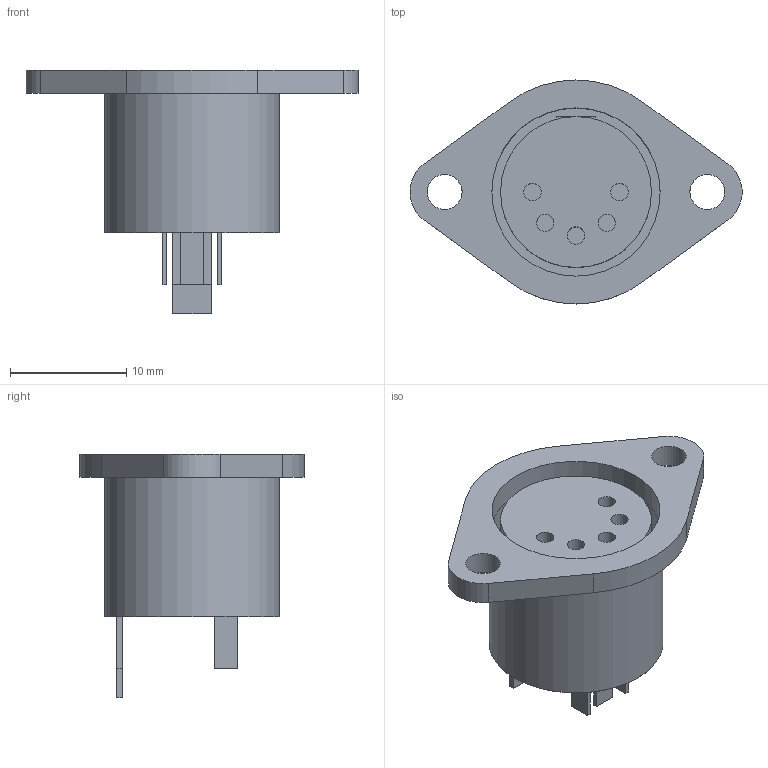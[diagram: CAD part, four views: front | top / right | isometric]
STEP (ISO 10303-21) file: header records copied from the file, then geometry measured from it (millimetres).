
FILE_DESCRIPTION(('FreeCAD Model'),'2;1');
FILE_NAME('Open CASCADE Shape Model','2021-06-08T02:24:11',('Author'),( ''),'Open CASCADE STEP processor 7.5','FreeCAD','Unknown');
FILE_SCHEMA(('AUTOMOTIVE_DESIGN { 1 0 10303 214 1 1 1 1 }'));
Length unit declared in the file: millimetre
Products named in the file (3): panelmount; Body; Body001
Assembly tree (2 placements, depth 2):
  panelmount
    Body
    Body001
Bounding box: 28.61 x 19.3 x 21.01 mm (x, y, z)
Volume: 2171 mm3; surface area: 3236.7 mm2
Topology: 2 solids, 2 shells, 55 faces, 114 edges, 74 vertices
Faces by surface type: plane 39, cylinder 16
Full cylindrical faces by diameter (mm): 1.5 x5, 3 x2, 13 x1, 14.5 x2, 15 x2
Entity records: 3010 total; most frequent: DIRECTION 487, CARTESIAN_POINT 480, LINE 284, VECTOR 284, ORIENTED_EDGE 228, PCURVE 228, DEFINITIONAL_REPRESENTATION 228, EDGE_CURVE 114
